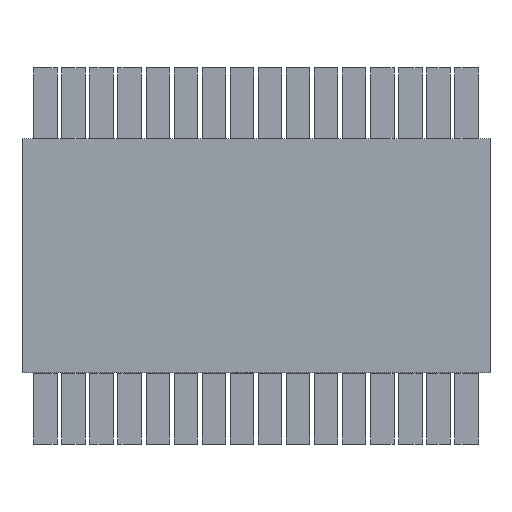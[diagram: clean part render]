
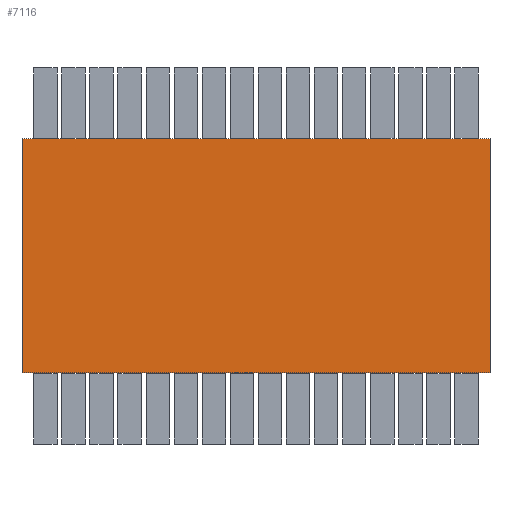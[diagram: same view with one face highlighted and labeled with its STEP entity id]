
A CAD part, front view. The second image highlights one B-rep face of the part: STEP entity #7116.
In plain terms, the highlighted planar face has unit normal (0, -1, 0).
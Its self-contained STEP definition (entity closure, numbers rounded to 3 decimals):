
#125 = ORIENTED_EDGE ( 'NONE', *, *, #4268, .F. ) ;
#335 = ORIENTED_EDGE ( 'NONE', *, *, #9181, .F. ) ;
#1038 = CARTESIAN_POINT ( 'NONE',  ( 28.7, 1.6, 8.95 ) ) ;
#1083 = FACE_OUTER_BOUND ( 'NONE', #8770, .T. ) ;
#1106 = VERTEX_POINT ( 'NONE', #9185 ) ;
#1216 = ORIENTED_EDGE ( 'NONE', *, *, #6632, .T. ) ;
#1713 = CARTESIAN_POINT ( 'NONE',  ( 28.7, 1.6, 6.45 ) ) ;
#1753 = CARTESIAN_POINT ( 'NONE',  ( 38.7, 1.6, 6.45 ) ) ;
#1813 = LINE ( 'NONE', #1753, #6984 ) ;
#1899 = VERTEX_POINT ( 'NONE', #7392 ) ;
#2037 = VECTOR ( 'NONE', #10535, 1000. ) ;
#2195 = CARTESIAN_POINT ( 'NONE',  ( 28.7, 1.6, 11.45 ) ) ;
#2638 = VECTOR ( 'NONE', #2721, 1000. ) ;
#2721 = DIRECTION ( 'NONE',  ( 0., 0., 1. ) ) ;
#3371 = VECTOR ( 'NONE', #8735, 1000. ) ;
#3415 = CARTESIAN_POINT ( 'NONE',  ( 38.7, 1.6, 11.45 ) ) ;
#3695 = DIRECTION ( 'NONE',  ( 0., 1., 0. ) ) ;
#3796 = CARTESIAN_POINT ( 'NONE',  ( 21.85, 1.6, 8.95 ) ) ;
#3944 = LINE ( 'NONE', #7241, #2037 ) ;
#4268 = EDGE_CURVE ( 'NONE', #1899, #6293, #6194, .T. ) ;
#5057 = DIRECTION ( 'NONE',  ( 0., 0., 1. ) ) ;
#5776 = AXIS2_PLACEMENT_3D ( 'NONE', #3796, #3695, #10390 ) ;
#6194 = LINE ( 'NONE', #2195, #3371 ) ;
#6293 = VERTEX_POINT ( 'NONE', #3415 ) ;
#6632 = EDGE_CURVE ( 'NONE', #1106, #6293, #1813, .T. ) ;
#6984 = VECTOR ( 'NONE', #5057, 1000. ) ;
#7116 = ADVANCED_FACE ( 'NONE', ( #1083 ), #10341, .F. ) ;
#7241 = CARTESIAN_POINT ( 'NONE',  ( 28.7, 1.6, 6.45 ) ) ;
#7392 = CARTESIAN_POINT ( 'NONE',  ( 28.7, 1.6, 11.45 ) ) ;
#7747 = ORIENTED_EDGE ( 'NONE', *, *, #9925, .T. ) ;
#7860 = VERTEX_POINT ( 'NONE', #1713 ) ;
#8735 = DIRECTION ( 'NONE',  ( 1., 0., 0. ) ) ;
#8770 = EDGE_LOOP ( 'NONE', ( #335, #7747, #1216, #125 ) ) ;
#9148 = LINE ( 'NONE', #1038, #2638 ) ;
#9181 = EDGE_CURVE ( 'NONE', #7860, #1899, #9148, .T. ) ;
#9185 = CARTESIAN_POINT ( 'NONE',  ( 38.7, 1.6, 6.45 ) ) ;
#9925 = EDGE_CURVE ( 'NONE', #7860, #1106, #3944, .T. ) ;
#10341 = PLANE ( 'NONE',  #5776 ) ;
#10390 = DIRECTION ( 'NONE',  ( 1., 0., 0. ) ) ;
#10535 = DIRECTION ( 'NONE',  ( 1., 0., 0. ) ) ;
